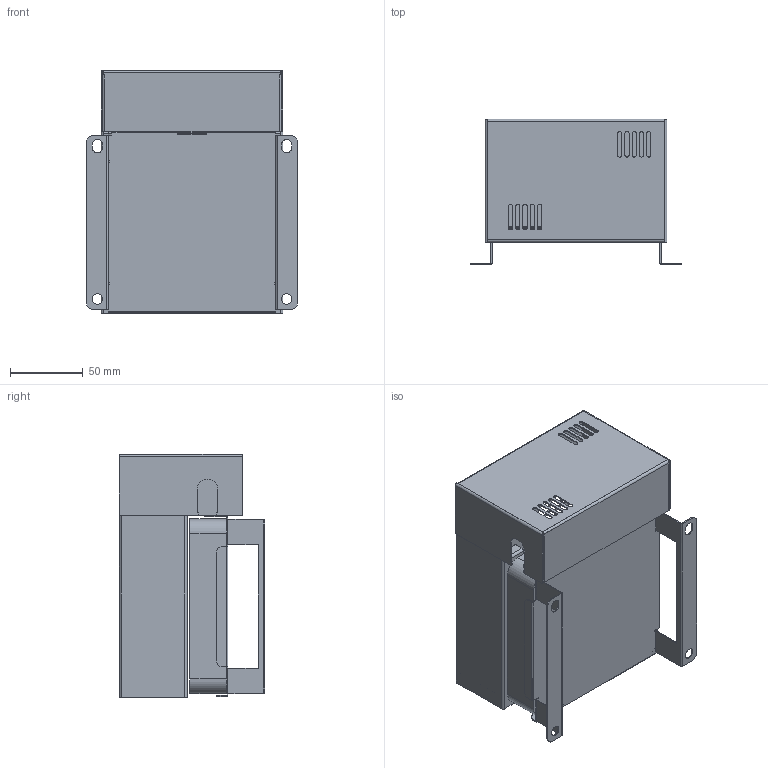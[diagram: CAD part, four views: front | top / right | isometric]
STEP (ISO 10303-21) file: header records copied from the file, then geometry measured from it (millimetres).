
FILE_DESCRIPTION((''),'2;1');
FILE_NAME('HEH095BA-20161115-SHEETMETAL_ASM','2018-10-17T',('GAVIN.CHEN'),(''),'CREO PARAMETRIC BY PTC INC, 2015080','CREO PARAMETRIC BY PTC INC, 2015080','');
FILE_SCHEMA(('CONFIG_CONTROL_DESIGN'));
Length unit declared in the file: millimetre
Products named in the file (5): V3_0_PRT_5_5_1_1; MANIFOLD_SOLID_BREP_153812_1_1; COVER6_2_2_1; FAN; HEH095BA-20161115-SHEETMETAL_ASM
Assembly tree (4 placements, depth 2):
  HEH095BA-20161115-SHEETMETAL_ASM
    V3_0_PRT_5_5_1_1
    MANIFOLD_SOLID_BREP_153812_1_1
    COVER6_2_2_1
    FAN
Bounding box: 145 x 99.7 x 167 mm (x, y, z)
Volume: 431666.6 mm3; surface area: 215390.2 mm2
Topology: 4 solids, 4 shells, 828 faces, 2289 edges, 1465 vertices
Faces by surface type: plane 697, cylinder 131
Entity records: 26407 total; most frequent: CARTESIAN_POINT 4656, ORIENTED_EDGE 4578, DIRECTION 4242, EDGE_CURVE 2289, VECTOR 1980, LINE 1980, VERTEX_POINT 1465, AXIS2_PLACEMENT_3D 1131
